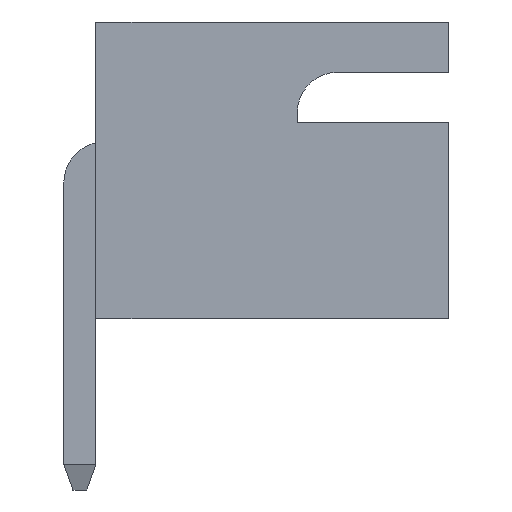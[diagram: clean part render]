
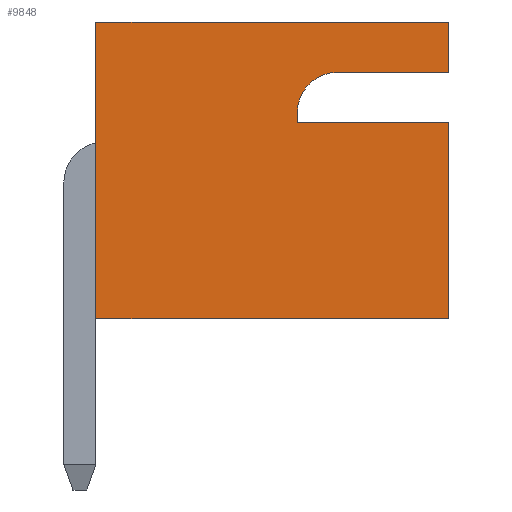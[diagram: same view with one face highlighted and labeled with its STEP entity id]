
A CAD part, left-side view. The second image highlights one B-rep face of the part: STEP entity #9848.
In plain terms, the highlighted planar face has unit normal (-1, 0, 0).
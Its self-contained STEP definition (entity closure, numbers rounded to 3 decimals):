
#41 = EDGE_LOOP ( 'NONE', ( #12226, #13281, #4399, #416, #4013, #7027, #14886, #5681, #5564 ) ) ;
#215 = CARTESIAN_POINT ( 'NONE',  ( -3.75, -3.82, 2.95 ) ) ;
#310 = LINE ( 'NONE', #1376, #12842 ) ;
#416 = ORIENTED_EDGE ( 'NONE', *, *, #10952, .F. ) ;
#542 = LINE ( 'NONE', #7272, #3103 ) ;
#781 = DIRECTION ( 'NONE',  ( 0., -1., 0. ) ) ;
#1240 = EDGE_CURVE ( 'NONE', #12853, #1685, #7840, .T. ) ;
#1241 = AXIS2_PLACEMENT_3D ( 'NONE', #7484, #12152, #1753 ) ;
#1242 = DIRECTION ( 'NONE',  ( 0., 0., 1. ) ) ;
#1376 = CARTESIAN_POINT ( 'NONE',  ( -3.75, -3.82, 2.95 ) ) ;
#1445 = DIRECTION ( 'NONE',  ( 0., 0., -1. ) ) ;
#1685 = VERTEX_POINT ( 'NONE', #5485 ) ;
#1753 = DIRECTION ( 'NONE',  ( 0., 0., -1. ) ) ;
#2224 = CARTESIAN_POINT ( 'NONE',  ( -3.75, -3.82, 2.95 ) ) ;
#2354 = VERTEX_POINT ( 'NONE', #3158 ) ;
#2740 = EDGE_CURVE ( 'NONE', #12853, #12637, #4691, .T. ) ;
#3103 = VECTOR ( 'NONE', #5164, 1000. ) ;
#3158 = CARTESIAN_POINT ( 'NONE',  ( -3.75, -3.82, 2.95 ) ) ;
#3311 = CARTESIAN_POINT ( 'NONE',  ( -3.75, 3.18, 2.95 ) ) ;
#4013 = ORIENTED_EDGE ( 'NONE', *, *, #10874, .T. ) ;
#4353 = VECTOR ( 'NONE', #1445, 1000. ) ;
#4399 = ORIENTED_EDGE ( 'NONE', *, *, #11168, .F. ) ;
#4566 = CARTESIAN_POINT ( 'NONE',  ( -3.75, -3.82, 0.95 ) ) ;
#4614 = DIRECTION ( 'NONE',  ( 0., 0., -1. ) ) ;
#4691 = LINE ( 'NONE', #13814, #6848 ) ;
#4734 = EDGE_CURVE ( 'NONE', #13199, #12637, #542, .T. ) ;
#4759 = DIRECTION ( 'NONE',  ( 0., 0., -1. ) ) ;
#4762 = VECTOR ( 'NONE', #781, 1000. ) ;
#4903 = CARTESIAN_POINT ( 'NONE',  ( -3.75, 3.18, -2.95 ) ) ;
#5164 = DIRECTION ( 'NONE',  ( 0., -1., 0. ) ) ;
#5485 = CARTESIAN_POINT ( 'NONE',  ( -3.75, -0.82, 0.95 ) ) ;
#5564 = ORIENTED_EDGE ( 'NONE', *, *, #13438, .T. ) ;
#5681 = ORIENTED_EDGE ( 'NONE', *, *, #1240, .T. ) ;
#5905 = LINE ( 'NONE', #12990, #4353 ) ;
#6431 = CARTESIAN_POINT ( 'NONE',  ( -3.75, -3.82, 1.95 ) ) ;
#6507 = VERTEX_POINT ( 'NONE', #6680 ) ;
#6680 = CARTESIAN_POINT ( 'NONE',  ( -3.75, -0.82, 1.15 ) ) ;
#6848 = VECTOR ( 'NONE', #4759, 1000. ) ;
#7027 = ORIENTED_EDGE ( 'NONE', *, *, #4734, .T. ) ;
#7044 = CARTESIAN_POINT ( 'NONE',  ( -3.75, -0.82, 0.95 ) ) ;
#7232 = FACE_OUTER_BOUND ( 'NONE', #41, .T. ) ;
#7272 = CARTESIAN_POINT ( 'NONE',  ( -3.75, -3.82, -2.95 ) ) ;
#7484 = CARTESIAN_POINT ( 'NONE',  ( -3.75, -1.62, 1.15 ) ) ;
#7770 = VERTEX_POINT ( 'NONE', #9293 ) ;
#7840 = LINE ( 'NONE', #4566, #10694 ) ;
#8107 = CARTESIAN_POINT ( 'NONE',  ( -3.75, -3.82, 1.95 ) ) ;
#9293 = CARTESIAN_POINT ( 'NONE',  ( -3.75, -1.62, 1.95 ) ) ;
#9442 = PLANE ( 'NONE',  #12980 ) ;
#9848 = ADVANCED_FACE ( 'NONE', ( #7232 ), #9442, .F. ) ;
#10249 = LINE ( 'NONE', #6431, #4762 ) ;
#10458 = LINE ( 'NONE', #2224, #11639 ) ;
#10508 = VERTEX_POINT ( 'NONE', #3311 ) ;
#10694 = VECTOR ( 'NONE', #12633, 1000. ) ;
#10741 = DIRECTION ( 'NONE',  ( 0., 0., 1. ) ) ;
#10874 = EDGE_CURVE ( 'NONE', #10508, #13199, #5905, .T. ) ;
#10952 = EDGE_CURVE ( 'NONE', #10508, #2354, #310, .T. ) ;
#11168 = EDGE_CURVE ( 'NONE', #2354, #11864, #10458, .T. ) ;
#11488 = CARTESIAN_POINT ( 'NONE',  ( -3.75, -3.82, 0.95 ) ) ;
#11639 = VECTOR ( 'NONE', #4614, 1000. ) ;
#11672 = VECTOR ( 'NONE', #1242, 1000. ) ;
#11754 = DIRECTION ( 'NONE',  ( 1., 0., 0. ) ) ;
#11864 = VERTEX_POINT ( 'NONE', #8107 ) ;
#12152 = DIRECTION ( 'NONE',  ( 1., 0., 0. ) ) ;
#12226 = ORIENTED_EDGE ( 'NONE', *, *, #13152, .T. ) ;
#12633 = DIRECTION ( 'NONE',  ( 0., 1., 0. ) ) ;
#12637 = VERTEX_POINT ( 'NONE', #15017 ) ;
#12842 = VECTOR ( 'NONE', #13154, 1000. ) ;
#12853 = VERTEX_POINT ( 'NONE', #11488 ) ;
#12980 = AXIS2_PLACEMENT_3D ( 'NONE', #215, #11754, #10741 ) ;
#12990 = CARTESIAN_POINT ( 'NONE',  ( -3.75, 3.18, 2.95 ) ) ;
#13152 = EDGE_CURVE ( 'NONE', #6507, #7770, #14855, .T. ) ;
#13154 = DIRECTION ( 'NONE',  ( 0., -1., 0. ) ) ;
#13199 = VERTEX_POINT ( 'NONE', #4903 ) ;
#13281 = ORIENTED_EDGE ( 'NONE', *, *, #14607, .T. ) ;
#13438 = EDGE_CURVE ( 'NONE', #1685, #6507, #13544, .T. ) ;
#13544 = LINE ( 'NONE', #7044, #11672 ) ;
#13814 = CARTESIAN_POINT ( 'NONE',  ( -3.75, -3.82, 2.95 ) ) ;
#14607 = EDGE_CURVE ( 'NONE', #7770, #11864, #10249, .T. ) ;
#14855 = CIRCLE ( 'NONE', #1241, 0.8 ) ;
#14886 = ORIENTED_EDGE ( 'NONE', *, *, #2740, .F. ) ;
#15017 = CARTESIAN_POINT ( 'NONE',  ( -3.75, -3.82, -2.95 ) ) ;
